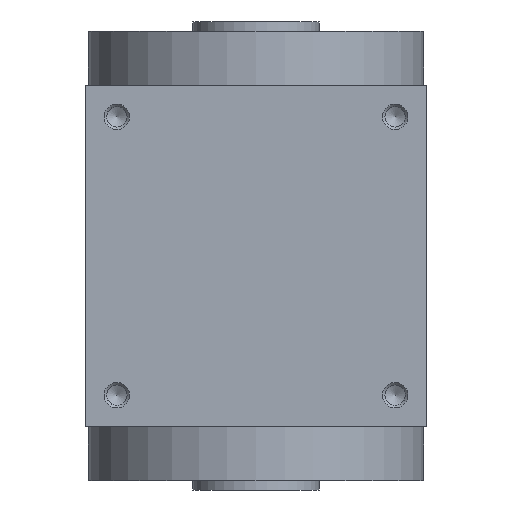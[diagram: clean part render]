
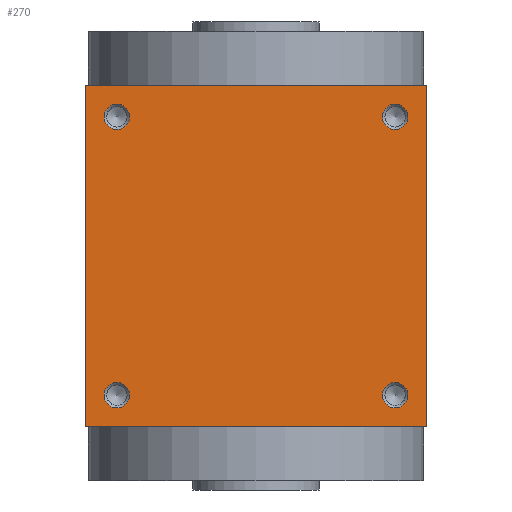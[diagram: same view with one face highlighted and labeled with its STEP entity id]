
A CAD part, left-side view. The second image highlights one B-rep face of the part: STEP entity #270.
In plain terms, the highlighted face is planar.
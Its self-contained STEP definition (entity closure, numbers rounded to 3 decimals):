
#270 = ADVANCED_FACE( '', ( #695, #696, #697, #698, #699 ), #700, .F. );
#695 = FACE_BOUND( '', #1396, .T. );
#696 = FACE_BOUND( '', #1397, .T. );
#697 = FACE_BOUND( '', #1398, .T. );
#698 = FACE_BOUND( '', #1399, .T. );
#699 = FACE_OUTER_BOUND( '', #1400, .T. );
#700 = PLANE( '', #1401 );
#1396 = EDGE_LOOP( '', ( #2150 ) );
#1397 = EDGE_LOOP( '', ( #2151 ) );
#1398 = EDGE_LOOP( '', ( #2152 ) );
#1399 = EDGE_LOOP( '', ( #2153 ) );
#1400 = EDGE_LOOP( '', ( #2154, #2155, #2156, #2157 ) );
#1401 = AXIS2_PLACEMENT_3D( '', #2158, #2159, #2160 );
#2150 = ORIENTED_EDGE( '', *, *, #3577, .F. );
#2151 = ORIENTED_EDGE( '', *, *, #3578, .T. );
#2152 = ORIENTED_EDGE( '', *, *, #3579, .F. );
#2153 = ORIENTED_EDGE( '', *, *, #3580, .T. );
#2154 = ORIENTED_EDGE( '', *, *, #3501, .F. );
#2155 = ORIENTED_EDGE( '', *, *, #3527, .F. );
#2156 = ORIENTED_EDGE( '', *, *, #3581, .F. );
#2157 = ORIENTED_EDGE( '', *, *, #3582, .F. );
#2158 = CARTESIAN_POINT( '', ( 0., 0., -27. ) );
#2159 = DIRECTION( '', ( 0., 0., 1. ) );
#2160 = DIRECTION( '', ( 1., 0., 0. ) );
#3501 = EDGE_CURVE( '', #4070, #4071, #4072, .T. );
#3527 = EDGE_CURVE( '', #4115, #4070, #4116, .T. );
#3577 = EDGE_CURVE( '', #4203, #4203, #4204, .T. );
#3578 = EDGE_CURVE( '', #4205, #4205, #4206, .T. );
#3579 = EDGE_CURVE( '', #4207, #4207, #4208, .T. );
#3580 = EDGE_CURVE( '', #4209, #4209, #4210, .T. );
#3581 = EDGE_CURVE( '', #4211, #4115, #4212, .T. );
#3582 = EDGE_CURVE( '', #4071, #4211, #4213, .T. );
#4070 = VERTEX_POINT( '', #4880 );
#4071 = VERTEX_POINT( '', #4881 );
#4072 = LINE( '', #4882, #4883 );
#4115 = VERTEX_POINT( '', #4933 );
#4116 = LINE( '', #4934, #4935 );
#4203 = VERTEX_POINT( '', #5040 );
#4204 = CIRCLE( '', #5041, 2. );
#4205 = VERTEX_POINT( '', #5042 );
#4206 = CIRCLE( '', #5043, 2. );
#4207 = VERTEX_POINT( '', #5044 );
#4208 = CIRCLE( '', #5045, 2. );
#4209 = VERTEX_POINT( '', #5046 );
#4210 = CIRCLE( '', #5047, 2. );
#4211 = VERTEX_POINT( '', #5048 );
#4212 = LINE( '', #5049, #5050 );
#4213 = LINE( '', #5051, #5052 );
#4880 = CARTESIAN_POINT( '', ( -27., 27., -27. ) );
#4881 = CARTESIAN_POINT( '', ( -27., -27., -27. ) );
#4882 = CARTESIAN_POINT( '', ( -27., 27., -27. ) );
#4883 = VECTOR( '', #5868, 1000. );
#4933 = CARTESIAN_POINT( '', ( 27., 27., -27. ) );
#4934 = CARTESIAN_POINT( '', ( 27., 27., -27. ) );
#4935 = VECTOR( '', #5912, 1000. );
#5040 = CARTESIAN_POINT( '', ( -24., 22., -27. ) );
#5041 = AXIS2_PLACEMENT_3D( '', #5997, #5998, #5999 );
#5042 = CARTESIAN_POINT( '', ( 24., 22., -27. ) );
#5043 = AXIS2_PLACEMENT_3D( '', #6000, #6001, #6002 );
#5044 = CARTESIAN_POINT( '', ( -24., -22., -27. ) );
#5045 = AXIS2_PLACEMENT_3D( '', #6003, #6004, #6005 );
#5046 = CARTESIAN_POINT( '', ( 24., -22., -27. ) );
#5047 = AXIS2_PLACEMENT_3D( '', #6006, #6007, #6008 );
#5048 = CARTESIAN_POINT( '', ( 27., -27., -27. ) );
#5049 = CARTESIAN_POINT( '', ( 27., -27., -27. ) );
#5050 = VECTOR( '', #6009, 1000. );
#5051 = CARTESIAN_POINT( '', ( -27., -27., -27. ) );
#5052 = VECTOR( '', #6010, 1000. );
#5868 = DIRECTION( '', ( 0., -1., 0. ) );
#5912 = DIRECTION( '', ( -1., 0., 0. ) );
#5997 = CARTESIAN_POINT( '', ( -22., 22., -27. ) );
#5998 = DIRECTION( '', ( 0., 0., -1. ) );
#5999 = DIRECTION( '', ( -1., 0., 0. ) );
#6000 = CARTESIAN_POINT( '', ( 22., 22., -27. ) );
#6001 = DIRECTION( '', ( 0., 0., 1. ) );
#6002 = DIRECTION( '', ( 1., 0., 0. ) );
#6003 = CARTESIAN_POINT( '', ( -22., -22., -27. ) );
#6004 = DIRECTION( '', ( 0., 0., -1. ) );
#6005 = DIRECTION( '', ( -1., 0., 0. ) );
#6006 = CARTESIAN_POINT( '', ( 22., -22., -27. ) );
#6007 = DIRECTION( '', ( 0., 0., 1. ) );
#6008 = DIRECTION( '', ( 1., 0., 0. ) );
#6009 = DIRECTION( '', ( 0., 1., 0. ) );
#6010 = DIRECTION( '', ( 1., 0., 0. ) );
